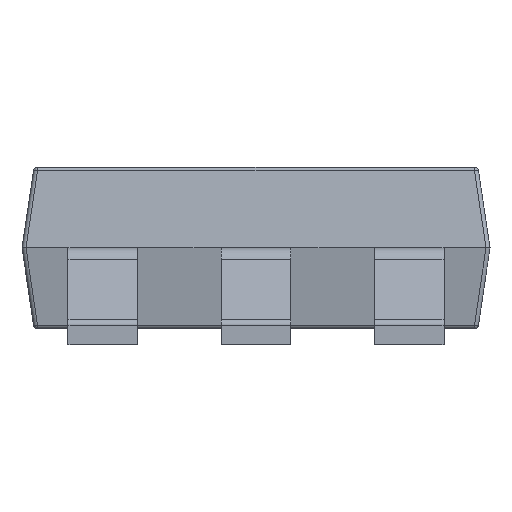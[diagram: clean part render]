
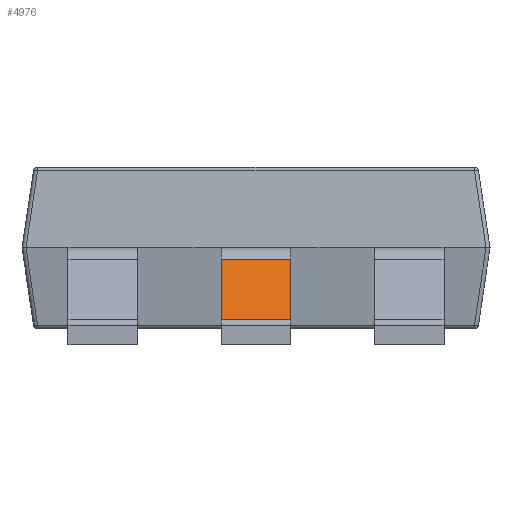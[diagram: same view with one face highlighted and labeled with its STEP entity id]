
A CAD part, left-side view. The second image highlights one B-rep face of the part: STEP entity #4976.
In plain terms, the highlighted planar face has unit normal (-0.955, 0, 0.298).
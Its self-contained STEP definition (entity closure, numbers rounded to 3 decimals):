
#1143 = PLANE('',#1144);
#1144 = AXIS2_PLACEMENT_3D('',#1145,#1146,#1147);
#1145 = CARTESIAN_POINT('',(-0.925,-0.215,
    0.3));
#1146 = DIRECTION('',(0.,-1.,0.));
#1147 = DIRECTION('',(1.,0.,0.));
#1516 = PLANE('',#1517);
#1517 = AXIS2_PLACEMENT_3D('',#1518,#1519,#1520);
#1518 = CARTESIAN_POINT('',(-0.925,0.215,0.3
    ));
#1519 = DIRECTION('',(0.,-1.,0.));
#1520 = DIRECTION('',(1.,0.,0.));
#2250 = VERTEX_POINT('',#2251);
#2251 = CARTESIAN_POINT('',(-0.86,0.215,0.53
    ));
#2266 = CYLINDRICAL_SURFACE('',#2267,0.1);
#2267 = AXIS2_PLACEMENT_3D('',#2268,#2269,#2270);
#2268 = CARTESIAN_POINT('',(-0.765,-0.215,
    0.5));
#2269 = DIRECTION('',(0.,-1.,0.));
#2270 = DIRECTION('',(1.,0.,0.));
#2300 = EDGE_CURVE('',#2301,#2250,#2303,.T.);
#2301 = VERTEX_POINT('',#2302);
#2302 = CARTESIAN_POINT('',(-0.977,0.215,0.155)
  );
#2303 = SURFACE_CURVE('',#2304,(#2308,#2315),.PCURVE_S1.);
#2304 = LINE('',#2305,#2306);
#2305 = CARTESIAN_POINT('',(-0.931,0.215,0.302
    ));
#2306 = VECTOR('',#2307,1.);
#2307 = DIRECTION('',(0.298,0.,0.954)
  );
#2308 = PCURVE('',#1516,#2309);
#2309 = DEFINITIONAL_REPRESENTATION('',(#2310),#2314);
#2310 = LINE('',#2311,#2312);
#2311 = CARTESIAN_POINT('',(-0.006,0.002));
#2312 = VECTOR('',#2313,1.);
#2313 = DIRECTION('',(0.298,0.954));
#2314 = ( GEOMETRIC_REPRESENTATION_CONTEXT(2) 
PARAMETRIC_REPRESENTATION_CONTEXT() REPRESENTATION_CONTEXT('2D SPACE',''
  ) );
#2315 = PCURVE('',#2316,#2321);
#2316 = PLANE('',#2317);
#2317 = AXIS2_PLACEMENT_3D('',#2318,#2319,#2320);
#2318 = CARTESIAN_POINT('',(-0.931,-0.215,
    0.302));
#2319 = DIRECTION('',(0.954,0.,-0.298
    ));
#2320 = DIRECTION('',(0.298,0.,0.954)
  );
#2321 = DEFINITIONAL_REPRESENTATION('',(#2322),#2326);
#2322 = LINE('',#2323,#2324);
#2323 = CARTESIAN_POINT('',(0.,-0.43));
#2324 = VECTOR('',#2325,1.);
#2325 = DIRECTION('',(1.,0.));
#2326 = ( GEOMETRIC_REPRESENTATION_CONTEXT(2) 
PARAMETRIC_REPRESENTATION_CONTEXT() REPRESENTATION_CONTEXT('2D SPACE',''
  ) );
#2349 = CYLINDRICAL_SURFACE('',#2350,0.05);
#2350 = AXIS2_PLACEMENT_3D('',#2351,#2352,#2353);
#2351 = CARTESIAN_POINT('',(-1.025,-0.215,
    0.17));
#2352 = DIRECTION('',(0.,1.,0.));
#2353 = DIRECTION('',(-1.,0.,0.));
#2441 = VERTEX_POINT('',#2442);
#2442 = CARTESIAN_POINT('',(-0.977,-0.215,0.155
    ));
#2704 = VERTEX_POINT('',#2705);
#2705 = CARTESIAN_POINT('',(-0.86,-0.215,
    0.53));
#2749 = EDGE_CURVE('',#2704,#2441,#2750,.T.);
#2750 = SURFACE_CURVE('',#2751,(#2755,#2762),.PCURVE_S1.);
#2751 = LINE('',#2752,#2753);
#2752 = CARTESIAN_POINT('',(-0.931,-0.215,
    0.302));
#2753 = VECTOR('',#2754,1.);
#2754 = DIRECTION('',(-0.298,0.,
    -0.954));
#2755 = PCURVE('',#1143,#2756);
#2756 = DEFINITIONAL_REPRESENTATION('',(#2757),#2761);
#2757 = LINE('',#2758,#2759);
#2758 = CARTESIAN_POINT('',(-0.006,0.002));
#2759 = VECTOR('',#2760,1.);
#2760 = DIRECTION('',(-0.298,-0.954));
#2761 = ( GEOMETRIC_REPRESENTATION_CONTEXT(2) 
PARAMETRIC_REPRESENTATION_CONTEXT() REPRESENTATION_CONTEXT('2D SPACE',''
  ) );
#2762 = PCURVE('',#2316,#2763);
#2763 = DEFINITIONAL_REPRESENTATION('',(#2764),#2768);
#2764 = LINE('',#2765,#2766);
#2765 = CARTESIAN_POINT('',(0.,0.));
#2766 = VECTOR('',#2767,1.);
#2767 = DIRECTION('',(-1.,0.));
#2768 = ( GEOMETRIC_REPRESENTATION_CONTEXT(2) 
PARAMETRIC_REPRESENTATION_CONTEXT() REPRESENTATION_CONTEXT('2D SPACE',''
  ) );
#4934 = EDGE_CURVE('',#2441,#2301,#4935,.T.);
#4935 = SURFACE_CURVE('',#4936,(#4940,#4969),.PCURVE_S1.);
#4936 = LINE('',#4937,#4938);
#4937 = CARTESIAN_POINT('',(-0.977,-0.215,0.155
    ));
#4938 = VECTOR('',#4939,1.);
#4939 = DIRECTION('',(0.,1.,0.));
#4940 = PCURVE('',#2349,#4941);
#4941 = DEFINITIONAL_REPRESENTATION('',(#4942),#4968);
#4942 = B_SPLINE_CURVE_WITH_KNOTS('',3,(#4943,#4944,#4945,#4946,#4947,
    #4948,#4949,#4950,#4951,#4952,#4953,#4954,#4955,#4956,#4957,#4958,
    #4959,#4960,#4961,#4962,#4963,#4964,#4965,#4966,#4967),
  .UNSPECIFIED.,.F.,.F.,(4,1,1,1,1,1,1,1,1,1,1,1,1,1,1,1,1,1,1,1,1,1,4),
  (0.,0.02,0.039,0.059,
    0.078,0.098,0.117,0.137,
    0.156,0.176,0.195,0.215,0.235,
    0.254,0.274,0.293,0.313,
    0.332,0.352,0.371,0.391,
    0.41,0.43),.QUASI_UNIFORM_KNOTS.);
#4943 = CARTESIAN_POINT('',(3.444,0.));
#4944 = CARTESIAN_POINT('',(3.444,0.007));
#4945 = CARTESIAN_POINT('',(3.444,0.02));
#4946 = CARTESIAN_POINT('',(3.444,0.039));
#4947 = CARTESIAN_POINT('',(3.444,0.059));
#4948 = CARTESIAN_POINT('',(3.444,0.078));
#4949 = CARTESIAN_POINT('',(3.444,0.098));
#4950 = CARTESIAN_POINT('',(3.444,0.117));
#4951 = CARTESIAN_POINT('',(3.444,0.137));
#4952 = CARTESIAN_POINT('',(3.444,0.156));
#4953 = CARTESIAN_POINT('',(3.444,0.176));
#4954 = CARTESIAN_POINT('',(3.444,0.195));
#4955 = CARTESIAN_POINT('',(3.444,0.215));
#4956 = CARTESIAN_POINT('',(3.444,0.235));
#4957 = CARTESIAN_POINT('',(3.444,0.254));
#4958 = CARTESIAN_POINT('',(3.444,0.274));
#4959 = CARTESIAN_POINT('',(3.444,0.293));
#4960 = CARTESIAN_POINT('',(3.444,0.313));
#4961 = CARTESIAN_POINT('',(3.444,0.332));
#4962 = CARTESIAN_POINT('',(3.444,0.352));
#4963 = CARTESIAN_POINT('',(3.444,0.371));
#4964 = CARTESIAN_POINT('',(3.444,0.391));
#4965 = CARTESIAN_POINT('',(3.444,0.41));
#4966 = CARTESIAN_POINT('',(3.444,0.423));
#4967 = CARTESIAN_POINT('',(3.444,0.43));
#4968 = ( GEOMETRIC_REPRESENTATION_CONTEXT(2) 
PARAMETRIC_REPRESENTATION_CONTEXT() REPRESENTATION_CONTEXT('2D SPACE',''
  ) );
#4969 = PCURVE('',#2316,#4970);
#4970 = DEFINITIONAL_REPRESENTATION('',(#4971),#4975);
#4971 = LINE('',#4972,#4973);
#4972 = CARTESIAN_POINT('',(-0.154,0.));
#4973 = VECTOR('',#4974,1.);
#4974 = DIRECTION('',(0.,-1.));
#4975 = ( GEOMETRIC_REPRESENTATION_CONTEXT(2) 
PARAMETRIC_REPRESENTATION_CONTEXT() REPRESENTATION_CONTEXT('2D SPACE',''
  ) );
#4976 = ADVANCED_FACE('',(#4977),#2316,.F.);
#4977 = FACE_BOUND('',#4978,.T.);
#4978 = EDGE_LOOP('',(#4979,#4980,#4981,#5024));
#4979 = ORIENTED_EDGE('',*,*,#4934,.F.);
#4980 = ORIENTED_EDGE('',*,*,#2749,.F.);
#4981 = ORIENTED_EDGE('',*,*,#4982,.F.);
#4982 = EDGE_CURVE('',#2250,#2704,#4983,.T.);
#4983 = SURFACE_CURVE('',#4984,(#4988,#4995),.PCURVE_S1.);
#4984 = LINE('',#4985,#4986);
#4985 = CARTESIAN_POINT('',(-0.86,-0.215,
    0.53));
#4986 = VECTOR('',#4987,1.);
#4987 = DIRECTION('',(0.,-1.,0.));
#4988 = PCURVE('',#2316,#4989);
#4989 = DEFINITIONAL_REPRESENTATION('',(#4990),#4994);
#4990 = LINE('',#4991,#4992);
#4991 = CARTESIAN_POINT('',(0.239,0.));
#4992 = VECTOR('',#4993,1.);
#4993 = DIRECTION('',(0.,1.));
#4994 = ( GEOMETRIC_REPRESENTATION_CONTEXT(2) 
PARAMETRIC_REPRESENTATION_CONTEXT() REPRESENTATION_CONTEXT('2D SPACE',''
  ) );
#4995 = PCURVE('',#2266,#4996);
#4996 = DEFINITIONAL_REPRESENTATION('',(#4997),#5023);
#4997 = B_SPLINE_CURVE_WITH_KNOTS('',3,(#4998,#4999,#5000,#5001,#5002,
    #5003,#5004,#5005,#5006,#5007,#5008,#5009,#5010,#5011,#5012,#5013,
    #5014,#5015,#5016,#5017,#5018,#5019,#5020,#5021,#5022),
  .UNSPECIFIED.,.F.,.F.,(4,1,1,1,1,1,1,1,1,1,1,1,1,1,1,1,1,1,1,1,1,1,4),
  (-0.43,-0.41,-0.391,-0.371,-0.352
    ,-0.332,-0.313,-0.293,-0.274,
    -0.254,-0.235,-0.215,-0.195,
    -0.176,-0.156,-0.137,-0.117,
    -0.098,-0.078,-0.059,
    -0.039,-0.02,0.),.UNSPECIFIED.);
#4998 = CARTESIAN_POINT('',(2.839,-0.43));
#4999 = CARTESIAN_POINT('',(2.839,-0.423));
#5000 = CARTESIAN_POINT('',(2.839,-0.41));
#5001 = CARTESIAN_POINT('',(2.839,-0.391));
#5002 = CARTESIAN_POINT('',(2.839,-0.371));
#5003 = CARTESIAN_POINT('',(2.839,-0.352));
#5004 = CARTESIAN_POINT('',(2.839,-0.332));
#5005 = CARTESIAN_POINT('',(2.839,-0.313));
#5006 = CARTESIAN_POINT('',(2.839,-0.293));
#5007 = CARTESIAN_POINT('',(2.839,-0.274));
#5008 = CARTESIAN_POINT('',(2.839,-0.254));
#5009 = CARTESIAN_POINT('',(2.839,-0.235));
#5010 = CARTESIAN_POINT('',(2.839,-0.215));
#5011 = CARTESIAN_POINT('',(2.839,-0.195));
#5012 = CARTESIAN_POINT('',(2.839,-0.176));
#5013 = CARTESIAN_POINT('',(2.839,-0.156));
#5014 = CARTESIAN_POINT('',(2.839,-0.137));
#5015 = CARTESIAN_POINT('',(2.839,-0.117));
#5016 = CARTESIAN_POINT('',(2.839,-0.098));
#5017 = CARTESIAN_POINT('',(2.839,-0.078));
#5018 = CARTESIAN_POINT('',(2.839,-0.059));
#5019 = CARTESIAN_POINT('',(2.839,-0.039));
#5020 = CARTESIAN_POINT('',(2.839,-0.02));
#5021 = CARTESIAN_POINT('',(2.839,-0.007));
#5022 = CARTESIAN_POINT('',(2.839,0.));
#5023 = ( GEOMETRIC_REPRESENTATION_CONTEXT(2) 
PARAMETRIC_REPRESENTATION_CONTEXT() REPRESENTATION_CONTEXT('2D SPACE',''
  ) );
#5024 = ORIENTED_EDGE('',*,*,#2300,.F.);
